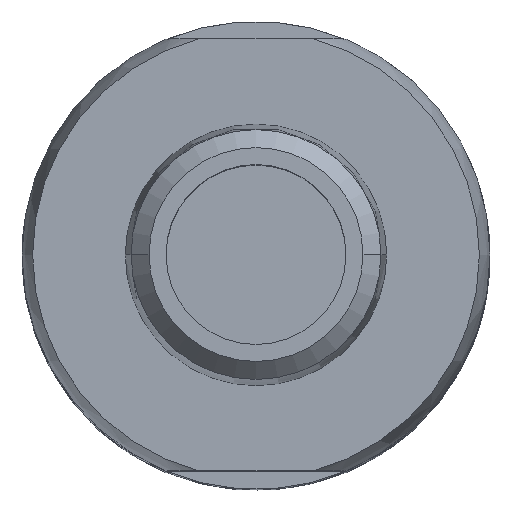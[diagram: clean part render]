
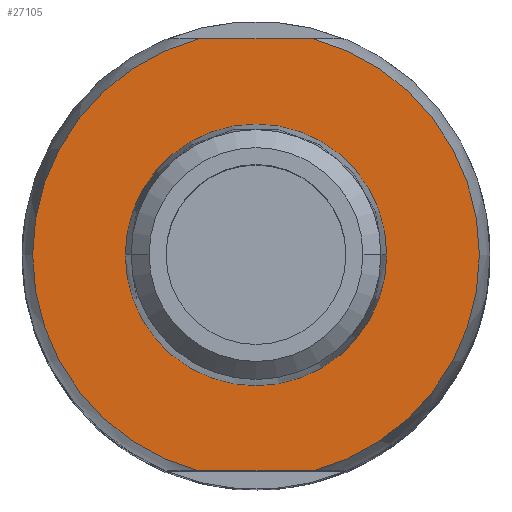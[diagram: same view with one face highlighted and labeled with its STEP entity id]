
A CAD part, top view. The second image highlights one B-rep face of the part: STEP entity #27105.
In plain terms, the highlighted planar face has unit normal (0, 0, 1).
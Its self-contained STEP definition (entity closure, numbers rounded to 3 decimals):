
#26874=CARTESIAN_POINT('',(0.,0.,97.8));
#26875=DIRECTION('',(0.,0.,1.));
#26876=DIRECTION('',(0.255,-0.967,0.));
#26877=AXIS2_PLACEMENT_3D('',#26874,#26875,#26876);
#26879=CARTESIAN_POINT('',(0.,0.,97.8));
#26880=DIRECTION('',(0.,0.,1.));
#26881=DIRECTION('',(-1.,0.,0.));
#26882=AXIS2_PLACEMENT_3D('',#26879,#26880,#26881);
#26884=CARTESIAN_POINT('',(0.,0.,97.8));
#26885=DIRECTION('',(0.,0.,1.));
#26886=DIRECTION('',(-0.255,0.967,0.));
#26887=AXIS2_PLACEMENT_3D('',#26884,#26885,#26886);
#26889=CARTESIAN_POINT('',(0.,0.,97.8));
#26890=DIRECTION('',(0.,0.,-1.));
#26891=DIRECTION('',(1.,0.,0.));
#26892=AXIS2_PLACEMENT_3D('',#26889,#26890,#26891);
#26894=CARTESIAN_POINT('',(0.,0.,97.8));
#26895=DIRECTION('',(0.,0.,-1.));
#26896=DIRECTION('',(-1.,0.,0.));
#26897=AXIS2_PLACEMENT_3D('',#26894,#26895,#26896);
#26909=DIRECTION('',(-1.,0.,0.));
#26910=VECTOR('',#26909,9.51);
#26911=CARTESIAN_POINT('',(4.755,-18.,97.8));
#26912=LINE('',#26911,#26910);
#26942=DIRECTION('',(1.,0.,0.));
#26943=VECTOR('',#26942,9.51);
#26944=CARTESIAN_POINT('',(-4.755,18.,97.8));
#26945=LINE('',#26944,#26943);
#27034=CARTESIAN_POINT('',(4.755,-18.,97.8));
#27035=CARTESIAN_POINT('',(4.755,18.,97.8));
#27036=VERTEX_POINT('',#27034);
#27037=VERTEX_POINT('',#27035);
#27038=CARTESIAN_POINT('',(-4.755,18.,97.8));
#27039=VERTEX_POINT('',#27038);
#27040=CARTESIAN_POINT('',(-18.617,0.,97.8));
#27041=VERTEX_POINT('',#27040);
#27042=CARTESIAN_POINT('',(-4.755,-18.,97.8));
#27043=VERTEX_POINT('',#27042);
#27066=CARTESIAN_POINT('',(10.9,0.,97.8));
#27067=VERTEX_POINT('',#27066);
#27068=CARTESIAN_POINT('',(-10.9,0.,97.8));
#27069=VERTEX_POINT('',#27068);
#27082=CARTESIAN_POINT('',(18.617,0.,97.8));
#27083=DIRECTION('',(0.,0.,1.));
#27084=DIRECTION('',(1.,0.,0.));
#27085=AXIS2_PLACEMENT_3D('',#27082,#27083,#27084);
#27086=PLANE('',#27085);
#27088=ORIENTED_EDGE('',*,*,#27087,.F.);
#27090=ORIENTED_EDGE('',*,*,#27089,.T.);
#27092=ORIENTED_EDGE('',*,*,#27091,.F.);
#27094=ORIENTED_EDGE('',*,*,#27093,.F.);
#27096=ORIENTED_EDGE('',*,*,#27095,.T.);
#27097=EDGE_LOOP('',(#27088,#27090,#27092,#27094,#27096));
#27098=FACE_OUTER_BOUND('',#27097,.F.);
#27100=ORIENTED_EDGE('',*,*,#27099,.F.);
#27102=ORIENTED_EDGE('',*,*,#27101,.F.);
#27103=EDGE_LOOP('',(#27100,#27102));
#27104=FACE_BOUND('',#27103,.F.);
#27105=ADVANCED_FACE('',(#27098,#27104),#27086,.T.);
#26878=CIRCLE('',#26877,18.617);
#26883=CIRCLE('',#26882,18.617);
#26888=CIRCLE('',#26887,18.617);
#26893=CIRCLE('',#26892,10.9);
#26898=CIRCLE('',#26897,10.9);
#27087=EDGE_CURVE('',#27036,#27037,#26878,.T.);
#27089=EDGE_CURVE('',#27036,#27043,#26912,.T.);
#27091=EDGE_CURVE('',#27041,#27043,#26883,.T.);
#27093=EDGE_CURVE('',#27039,#27041,#26888,.T.);
#27095=EDGE_CURVE('',#27039,#27037,#26945,.T.);
#27099=EDGE_CURVE('',#27067,#27069,#26893,.T.);
#27101=EDGE_CURVE('',#27069,#27067,#26898,.T.);
